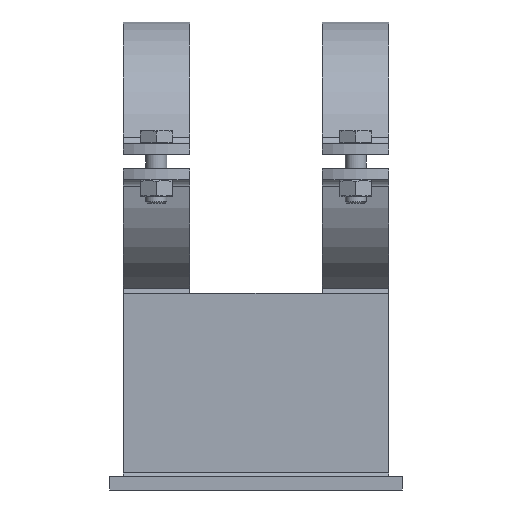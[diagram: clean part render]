
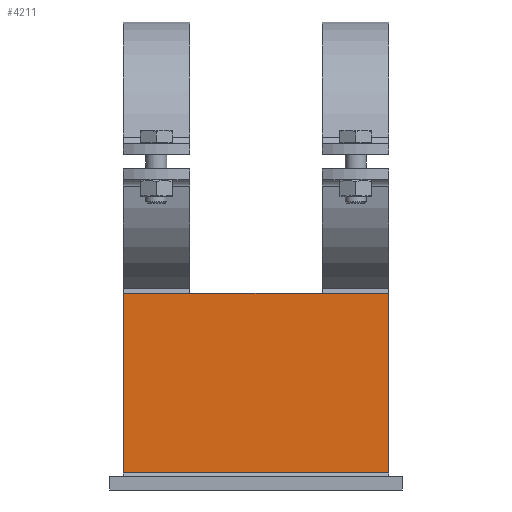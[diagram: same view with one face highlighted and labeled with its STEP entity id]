
A CAD part, left-side view. The second image highlights one B-rep face of the part: STEP entity #4211.
In plain terms, the highlighted planar face has unit normal (-1, 0, 0).
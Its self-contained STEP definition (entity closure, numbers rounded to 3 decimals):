
#203=CARTESIAN_POINT('',(-45.,-100.0,13.));
#204=VERTEX_POINT('',#203);
#211=CARTESIAN_POINT('',(-45.,100.,13.));
#212=VERTEX_POINT('',#211);
#213=CARTESIAN_POINT('',(-45.,100.,13.));
#214=DIRECTION('',(0.0,-1.0,0.0));
#215=VECTOR('',#214,200.0);
#216=LINE('',#213,#215);
#217=EDGE_CURVE('',#212,#204,#216,.T.);
#563=CARTESIAN_POINT('',(-45.,-50.0,148.0));
#564=VERTEX_POINT('',#563);
#571=CARTESIAN_POINT('',(-45.,-100.0,148.0));
#572=VERTEX_POINT('',#571);
#573=CARTESIAN_POINT('',(-45.,-50.0,148.0));
#574=DIRECTION('',(0.0,-1.0,0.0));
#575=VECTOR('',#574,50.0);
#576=LINE('',#573,#575);
#577=EDGE_CURVE('',#564,#572,#576,.T.);
#643=CARTESIAN_POINT('',(-45.,100.0,148.0));
#644=VERTEX_POINT('',#643);
#651=CARTESIAN_POINT('',(-45.,50.,148.0));
#652=VERTEX_POINT('',#651);
#653=CARTESIAN_POINT('',(-45.,100.0,148.));
#654=DIRECTION('',(0.0,-1.0,0.0));
#655=VECTOR('',#654,50.);
#656=LINE('',#653,#655);
#657=EDGE_CURVE('',#644,#652,#656,.T.);
#1101=CARTESIAN_POINT('',(-45.,50.,148.0));
#1102=DIRECTION('',(0.0,-1.0,0.0));
#1103=VECTOR('',#1102,100.);
#1104=LINE('',#1101,#1103);
#1105=EDGE_CURVE('',#652,#564,#1104,.T.);
#3166=CARTESIAN_POINT('',(-45.,100.,13.0));
#3167=DIRECTION('',(0.0,0.0,1.0));
#3168=VECTOR('',#3167,135.0);
#3169=LINE('',#3166,#3168);
#3170=EDGE_CURVE('',#212,#644,#3169,.T.);
#3607=CARTESIAN_POINT('',(-45.,-100.,148.0));
#3608=DIRECTION('',(0.0,0.0,-1.0));
#3609=VECTOR('',#3608,135.0);
#3610=LINE('',#3607,#3609);
#3611=EDGE_CURVE('',#572,#204,#3610,.T.);
#4198=CARTESIAN_POINT('',(-45.,0.,79.0));
#4199=DIRECTION('',(-1.0,0.0,0.0));
#4200=DIRECTION('',(0.0,-1.0,0.0));
#4201=AXIS2_PLACEMENT_3D('',#4198,#4199,#4200);
#4202=PLANE('',#4201);
#4203=ORIENTED_EDGE('',*,*,#217,.T.);
#4204=ORIENTED_EDGE('',*,*,#3611,.F.);
#4205=ORIENTED_EDGE('',*,*,#577,.F.);
#4206=ORIENTED_EDGE('',*,*,#1105,.F.);
#4207=ORIENTED_EDGE('',*,*,#657,.F.);
#4208=ORIENTED_EDGE('',*,*,#3170,.F.);
#4209=EDGE_LOOP('',(#4203,#4204,#4205,#4206,#4207,#4208));
#4210=FACE_OUTER_BOUND('',#4209,.T.);
#4211=ADVANCED_FACE('',(#4210),#4202,.T.);
